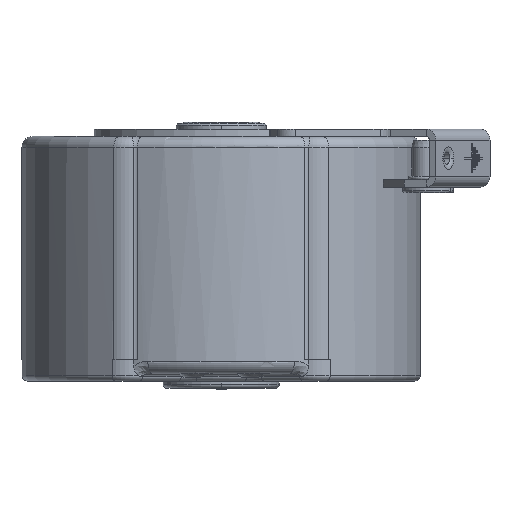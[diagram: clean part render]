
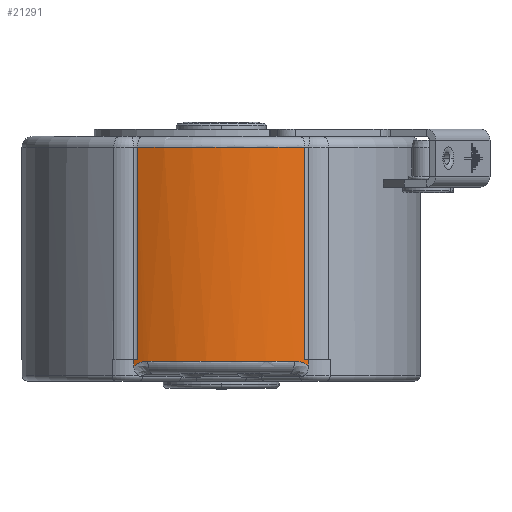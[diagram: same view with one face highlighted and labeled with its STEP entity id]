
A CAD part, front view. The second image highlights one B-rep face of the part: STEP entity #21291.
In plain terms, the highlighted cylindrical face has radius 53 mm (diameter 106 mm), a partial arc.
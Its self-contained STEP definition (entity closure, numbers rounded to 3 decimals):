
#932=DIRECTION('',(0.,0.,-1.));
#933=VECTOR('',#932,58.5);
#934=CARTESIAN_POINT('',(-23.08,-47.711,8.3));
#935=LINE('',#934,#933);
#950=CARTESIAN_POINT('',(0.,0.,-50.2));
#951=DIRECTION('',(0.,0.,1.));
#952=DIRECTION('',(0.435,-0.9,0.));
#953=AXIS2_PLACEMENT_3D('',#950,#951,#952);
#955=DIRECTION('',(0.,0.,-1.));
#956=VECTOR('',#955,1.909);
#957=CARTESIAN_POINT('',(24.096,-47.206,-50.2));
#958=LINE('',#957,#956);
#959=CARTESIAN_POINT('',(24.096,-47.206,-52.109));
#960=CARTESIAN_POINT('',(24.025,-47.242,-52.042));
#961=CARTESIAN_POINT('',(23.875,-47.318,-51.912));
#962=CARTESIAN_POINT('',(23.631,-47.44,-51.725));
#963=CARTESIAN_POINT('',(23.368,-47.57,-51.549));
#964=CARTESIAN_POINT('',(23.086,-47.708,-51.385));
#965=CARTESIAN_POINT('',(22.785,-47.853,-51.235));
#966=CARTESIAN_POINT('',(22.464,-48.004,-51.1));
#967=CARTESIAN_POINT('',(22.125,-48.161,-50.982));
#968=CARTESIAN_POINT('',(21.769,-48.323,-50.882));
#969=CARTESIAN_POINT('',(21.397,-48.489,-50.802));
#970=CARTESIAN_POINT('',(21.01,-48.658,-50.744));
#971=CARTESIAN_POINT('',(20.611,-48.829,-50.708));
#972=CARTESIAN_POINT('',(20.338,-48.943,-50.7));
#973=CARTESIAN_POINT('',(20.2,-49.,-50.7));
#975=CARTESIAN_POINT('',(0.,0.,-50.7));
#976=DIRECTION('',(0.,0.,-1.));
#977=DIRECTION('',(0.381,-0.925,0.));
#978=AXIS2_PLACEMENT_3D('',#975,#976,#977);
#980=CARTESIAN_POINT('',(-20.2,-49.,-50.7));
#981=CARTESIAN_POINT('',(-20.338,-48.943,
-50.7));
#982=CARTESIAN_POINT('',(-20.611,-48.829,
-50.708));
#983=CARTESIAN_POINT('',(-21.011,-48.658,
-50.744));
#984=CARTESIAN_POINT('',(-21.398,-48.489,
-50.802));
#985=CARTESIAN_POINT('',(-21.77,-48.323,
-50.882));
#986=CARTESIAN_POINT('',(-22.126,-48.161,
-50.982));
#987=CARTESIAN_POINT('',(-22.464,-48.004,
-51.1));
#988=CARTESIAN_POINT('',(-22.785,-47.853,
-51.235));
#989=CARTESIAN_POINT('',(-23.086,-47.708,
-51.385));
#990=CARTESIAN_POINT('',(-23.368,-47.571,
-51.549));
#991=CARTESIAN_POINT('',(-23.631,-47.44,
-51.725));
#992=CARTESIAN_POINT('',(-23.875,-47.318,
-51.912));
#993=CARTESIAN_POINT('',(-24.025,-47.242,
-52.042));
#994=CARTESIAN_POINT('',(-24.096,-47.206,
-52.109));
#996=DIRECTION('',(0.,0.,1.));
#997=VECTOR('',#996,1.909);
#998=CARTESIAN_POINT('',(-24.096,-47.206,
-52.109));
#999=LINE('',#998,#997);
#1000=CARTESIAN_POINT('',(0.,0.,-50.2));
#1001=DIRECTION('',(0.,0.,1.));
#1002=DIRECTION('',(-0.455,-0.891,0.));
#1003=AXIS2_PLACEMENT_3D('',#1000,#1001,#1002);
#1005=CARTESIAN_POINT('',(0.,0.,8.3));
#1006=DIRECTION('',(0.,0.,-1.));
#1007=DIRECTION('',(0.435,-0.9,0.));
#1008=AXIS2_PLACEMENT_3D('',#1005,#1006,#1007);
#1019=DIRECTION('',(0.,0.,1.));
#1020=VECTOR('',#1019,58.5);
#1021=CARTESIAN_POINT('',(23.08,-47.711,-50.2));
#1022=LINE('',#1021,#1020);
#17514=VERTEX_POINT('',#980);
#17515=VERTEX_POINT('',#994);
#17517=CARTESIAN_POINT('',(20.2,-49.,-50.7));
#17518=VERTEX_POINT('',#17517);
#17522=VERTEX_POINT('',#959);
#19326=CARTESIAN_POINT('',(23.08,-47.711,8.3));
#19327=CARTESIAN_POINT('',(-23.08,-47.711,8.3));
#19328=VERTEX_POINT('',#19326);
#19329=VERTEX_POINT('',#19327);
#19842=CARTESIAN_POINT('',(-24.096,-47.206,-50.2));
#19843=CARTESIAN_POINT('',(-23.08,-47.711,-50.2));
#19844=VERTEX_POINT('',#19842);
#19845=VERTEX_POINT('',#19843);
#19846=CARTESIAN_POINT('',(23.08,-47.711,-50.2));
#19847=CARTESIAN_POINT('',(24.096,-47.206,-50.2));
#19848=VERTEX_POINT('',#19846);
#19849=VERTEX_POINT('',#19847);
#21266=CARTESIAN_POINT('',(0.,0.,-54.2));
#21267=DIRECTION('',(0.,0.,1.));
#21268=DIRECTION('',(1.,0.,0.));
#21269=AXIS2_PLACEMENT_3D('',#21266,#21267,#21268);
#21270=CYLINDRICAL_SURFACE('',#21269,53.);
#21272=ORIENTED_EDGE('',*,*,#21271,.F.);
#21274=ORIENTED_EDGE('',*,*,#21273,.T.);
#21276=ORIENTED_EDGE('',*,*,#21275,.T.);
#21278=ORIENTED_EDGE('',*,*,#21277,.T.);
#21280=ORIENTED_EDGE('',*,*,#21279,.T.);
#21282=ORIENTED_EDGE('',*,*,#21281,.T.);
#21284=ORIENTED_EDGE('',*,*,#21283,.T.);
#21286=ORIENTED_EDGE('',*,*,#21285,.T.);
#21287=ORIENTED_EDGE('',*,*,#21256,.F.);
#21288=ORIENTED_EDGE('',*,*,#20755,.F.);
#21289=EDGE_LOOP('',(#21272,#21274,#21276,#21278,#21280,#21282,#21284,#21286,
#21287,#21288));
#21290=FACE_OUTER_BOUND('',#21289,.F.);
#954=CIRCLE('',#953,53.);
#974=B_SPLINE_CURVE_WITH_KNOTS('',3,(#959,#960,#961,#962,#963,#964,#965,#966,
#967,#968,#969,#970,#971,#972,#973),.UNSPECIFIED.,.F.,.F.,(4,1,1,1,1,1,1,1,1,1,
1,1,4),(0.,0.083,0.167,0.25,0.333,
0.417,0.5,0.583,0.667,0.75,
0.833,0.917,1.),.UNSPECIFIED.);
#979=CIRCLE('',#978,53.);
#995=B_SPLINE_CURVE_WITH_KNOTS('',3,(#980,#981,#982,#983,#984,#985,#986,#987,
#988,#989,#990,#991,#992,#993,#994),.UNSPECIFIED.,.F.,.F.,(4,1,1,1,1,1,1,1,1,1,
1,1,4),(0.,0.083,0.167,0.25,0.333,
0.417,0.5,0.583,0.667,0.75,
0.833,0.917,1.),.UNSPECIFIED.);
#1004=CIRCLE('',#1003,53.);
#1009=CIRCLE('',#1008,53.);
#20755=EDGE_CURVE('',#19328,#19329,#1009,.T.);
#21256=EDGE_CURVE('',#19329,#19845,#935,.T.);
#21271=EDGE_CURVE('',#19848,#19328,#1022,.T.);
#21273=EDGE_CURVE('',#19848,#19849,#954,.T.);
#21275=EDGE_CURVE('',#19849,#17522,#958,.T.);
#21277=EDGE_CURVE('',#17522,#17518,#974,.T.);
#21279=EDGE_CURVE('',#17518,#17514,#979,.T.);
#21281=EDGE_CURVE('',#17514,#17515,#995,.T.);
#21283=EDGE_CURVE('',#17515,#19844,#999,.T.);
#21285=EDGE_CURVE('',#19844,#19845,#1004,.T.);
#21291=ADVANCED_FACE('',(#21290),#21270,.T.);
